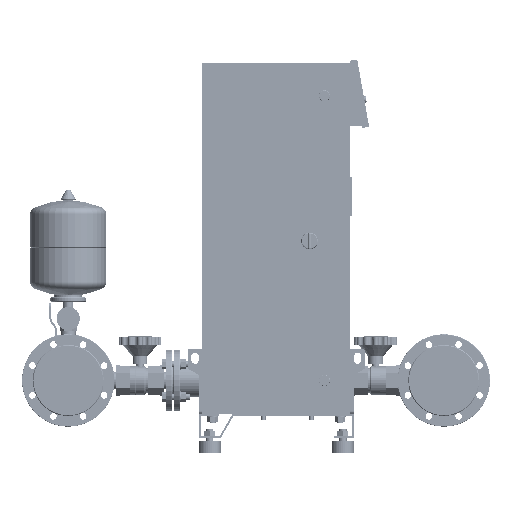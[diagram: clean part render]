
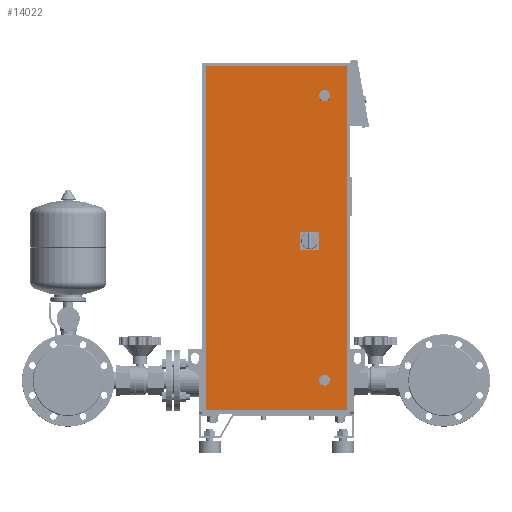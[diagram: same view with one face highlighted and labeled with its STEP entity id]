
A CAD part, left-side view. The second image highlights one B-rep face of the part: STEP entity #14022.
In plain terms, the highlighted free-form (B-spline) face has degree [1, 1] with [2, 2] control points.
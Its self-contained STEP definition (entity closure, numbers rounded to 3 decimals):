
#13500=CARTESIAN_POINT('',(-200.0,-130.0,950.0));
#13501=VERTEX_POINT('',#13500);
#13517=CARTESIAN_POINT('',(-200.0,-130.0,980.0));
#13518=VERTEX_POINT('',#13517);
#13525=CARTESIAN_POINT('',(-200.0,-130.0,965.0));
#13526=DIRECTION('',(1.0,0.0,0.0));
#13527=DIRECTION('',(0.0,0.0,-1.0));
#13528=AXIS2_PLACEMENT_3D('',#13525,#13526,#13527);
#13529=CIRCLE('',#13528,15.0);
#13530=EDGE_CURVE('',#13501,#13518,#13529,.T.);
#13624=CARTESIAN_POINT('',(-200.0,-130.0,180.0));
#13625=VERTEX_POINT('',#13624);
#13641=CARTESIAN_POINT('',(-200.0,-130.0,210.0));
#13642=VERTEX_POINT('',#13641);
#13649=CARTESIAN_POINT('',(-200.0,-130.0,195.0));
#13650=DIRECTION('',(1.0,0.0,0.0));
#13651=DIRECTION('',(0.0,0.0,-1.0));
#13652=AXIS2_PLACEMENT_3D('',#13649,#13650,#13651);
#13653=CIRCLE('',#13652,15.0);
#13654=EDGE_CURVE('',#13625,#13642,#13653,.T.);
#13723=CARTESIAN_POINT('',(-200.0,-130.0,195.0));
#13724=DIRECTION('',(1.0,0.0,0.0));
#13725=DIRECTION('',(0.0,0.0,-1.0));
#13726=AXIS2_PLACEMENT_3D('',#13723,#13724,#13725);
#13727=CIRCLE('',#13726,15.0);
#13728=EDGE_CURVE('',#13642,#13625,#13727,.T.);
#13788=CARTESIAN_POINT('',(-200.0,190.0,115.0));
#13789=VERTEX_POINT('',#13788);
#13790=CARTESIAN_POINT('',(-200.0,-190.0,115.0));
#13791=VERTEX_POINT('',#13790);
#13792=CARTESIAN_POINT('',(-200.0,190.0,115.0));
#13793=DIRECTION('',(0.0,-1.0,0.0));
#13794=VECTOR('',#13793,380.0);
#13795=LINE('',#13792,#13794);
#13796=EDGE_CURVE('',#13789,#13791,#13795,.T.);
#13847=CARTESIAN_POINT('',(-200.0,-130.0,965.0));
#13848=DIRECTION('',(1.0,0.0,0.0));
#13849=DIRECTION('',(0.0,0.0,-1.0));
#13850=AXIS2_PLACEMENT_3D('',#13847,#13848,#13849);
#13851=CIRCLE('',#13850,15.0);
#13852=EDGE_CURVE('',#13518,#13501,#13851,.T.);
#13912=CARTESIAN_POINT('',(-200.0,-190.0,1045.0));
#13913=VERTEX_POINT('',#13912);
#13914=CARTESIAN_POINT('',(-200.0,190.,1045.0));
#13915=VERTEX_POINT('',#13914);
#13916=CARTESIAN_POINT('',(-200.0,-190.0,1045.0));
#13917=DIRECTION('',(0.0,1.0,0.0));
#13918=VECTOR('',#13917,380.);
#13919=LINE('',#13916,#13918);
#13920=EDGE_CURVE('',#13913,#13915,#13919,.T.);
#13974=CARTESIAN_POINT('',(-200.0,-190.0,115.0));
#13975=DIRECTION('',(0.0,0.0,1.0));
#13976=VECTOR('',#13975,930.0);
#13977=LINE('',#13974,#13976);
#13978=EDGE_CURVE('',#13791,#13913,#13977,.T.);
#13993=CARTESIAN_POINT('',(-200.0,190.,1045.0));
#13994=DIRECTION('',(0.0,0.0,-1.0));
#13995=VECTOR('',#13994,930.0);
#13996=LINE('',#13993,#13995);
#13997=EDGE_CURVE('',#13915,#13789,#13996,.T.);
#14003=CARTESIAN_POINT('',(-200.0,190.0,1045.0));
#14004=CARTESIAN_POINT('',(-200.0,190.0,115.0));
#14005=CARTESIAN_POINT('',(-200.0,-190.0,1045.0));
#14006=CARTESIAN_POINT('',(-200.0,-190.0,115.0));
#14007=B_SPLINE_SURFACE_WITH_KNOTS('',1,1,((#14003,#14005),(#14004,#14006)),.UNSPECIFIED.,.F.,.F.,.U.,(2,2),(2,2),(0.0,930.0),(0.0,380.0),.UNSPECIFIED.);
#14008=ORIENTED_EDGE('',*,*,#13997,.T.);
#14009=ORIENTED_EDGE('',*,*,#13796,.T.);
#14010=ORIENTED_EDGE('',*,*,#13978,.T.);
#14011=ORIENTED_EDGE('',*,*,#13920,.T.);
#14012=EDGE_LOOP('',(#14008,#14009,#14010,#14011));
#14013=FACE_OUTER_BOUND('',#14012,.T.);
#14014=ORIENTED_EDGE('',*,*,#13728,.T.);
#14015=ORIENTED_EDGE('',*,*,#13654,.T.);
#14016=EDGE_LOOP('',(#14014,#14015));
#14017=FACE_BOUND('',#14016,.T.);
#14018=ORIENTED_EDGE('',*,*,#13852,.T.);
#14019=ORIENTED_EDGE('',*,*,#13530,.T.);
#14020=EDGE_LOOP('',(#14018,#14019));
#14021=FACE_BOUND('',#14020,.T.);
#14022=ADVANCED_FACE('',(#14013,#14017,#14021),#14007,.T.);
